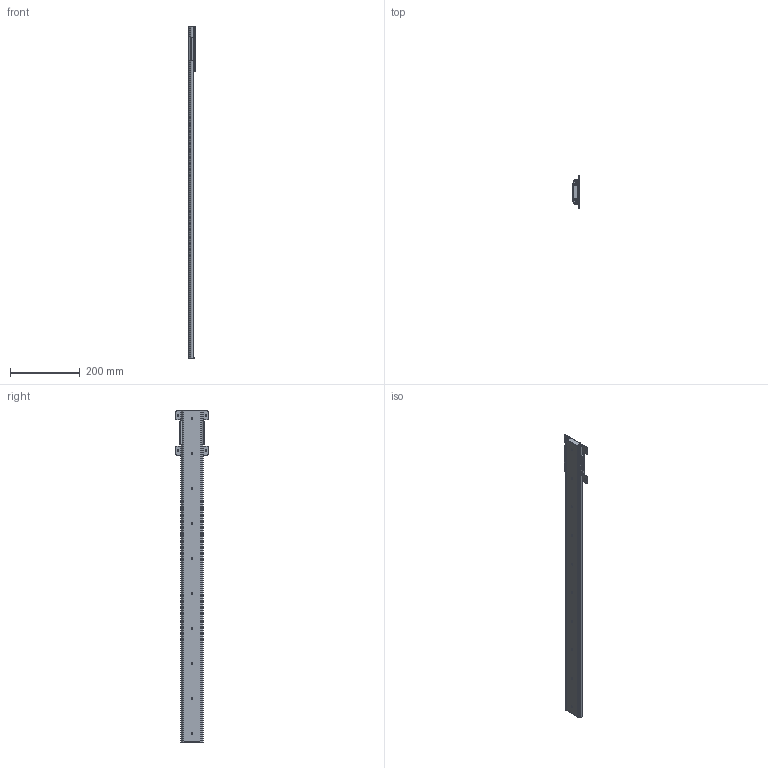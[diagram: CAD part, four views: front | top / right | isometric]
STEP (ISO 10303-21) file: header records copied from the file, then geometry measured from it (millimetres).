
FILE_DESCRIPTION (( 'STEP AP203' ), '1' );
FILE_NAME ('6315-950.STEP', '2020-06-19T05:26:23', ( '' ), ( '' ), 'SwSTEP 2.0', 'SolidWorks 2019', '' );
FILE_SCHEMA (( 'CONFIG_CONTROL_DESIGN' ));
Length unit declared in the file: millimetre
Products named in the file (4): OM 6315-950; 6315-950; IMプレート; IM6315
Assembly tree (3 placements, depth 2):
  6315-950
    OM 6315-950
    IM6315
    IMプレート
Bounding box: 18 x 94 x 950 mm (x, y, z)
Volume: 201814.7 mm3; surface area: 198090.7 mm2
Topology: 3 solids, 3 shells, 194 faces, 540 edges, 356 vertices
Faces by surface type: cylinder 96, plane 94, torus 4
Entity records: 6886 total; most frequent: CARTESIAN_POINT 1296, DIRECTION 1108, ORIENTED_EDGE 1080, EDGE_CURVE 540, AXIS2_PLACEMENT_3D 392, VERTEX_POINT 356, VECTOR 324, LINE 324
